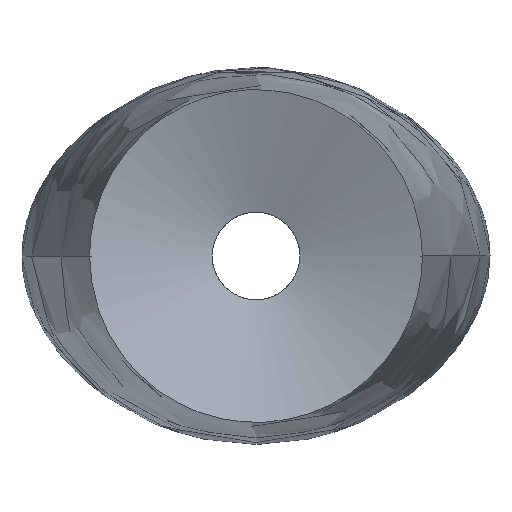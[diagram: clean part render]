
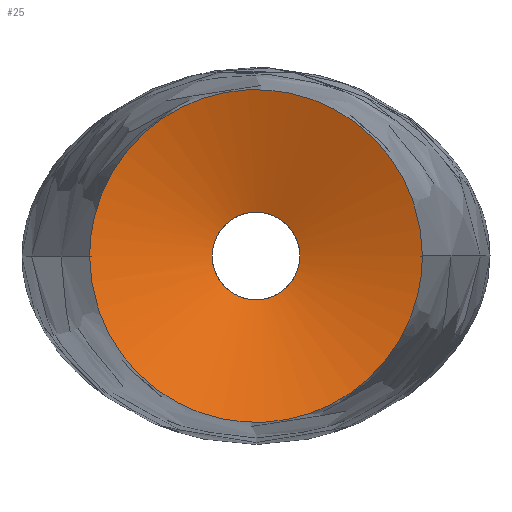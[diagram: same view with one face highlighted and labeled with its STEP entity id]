
A CAD part, front view. The second image highlights one B-rep face of the part: STEP entity #25.
In plain terms, the highlighted free-form (B-spline) face has degree [2, 2] with [5, 9] control points.
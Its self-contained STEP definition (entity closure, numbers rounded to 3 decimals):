
#19=FACE_BOUND('',#89,.T.);
#25=ADVANCED_FACE('',(#56,#19),#522,.T.);
#56=FACE_OUTER_BOUND('',#88,.T.);
#88=EDGE_LOOP('',(#131,#132));
#89=EDGE_LOOP('',(#133,#134));
#131=ORIENTED_EDGE('',*,*,#284,.T.);
#132=ORIENTED_EDGE('',*,*,#289,.T.);
#133=ORIENTED_EDGE('',*,*,#285,.T.);
#134=ORIENTED_EDGE('',*,*,#292,.T.);
#284=EDGE_CURVE('',#445,#448,#418,.T.);
#285=EDGE_CURVE('',#446,#449,#419,.T.);
#289=EDGE_CURVE('',#448,#445,#422,.T.);
#292=EDGE_CURVE('',#449,#446,#425,.T.);
#418=(
BOUNDED_CURVE()
B_SPLINE_CURVE(2,(#767,#768,#769,#770,#771),.UNSPECIFIED.,.F.,.F.)
B_SPLINE_CURVE_WITH_KNOTS((3,2,3),(-81.681,-61.261,-40.841),
 .UNSPECIFIED.)
CURVE()
GEOMETRIC_REPRESENTATION_ITEM()
RATIONAL_B_SPLINE_CURVE((1.,0.707,1.,0.707,1.))
REPRESENTATION_ITEM('')
);
#419=(
BOUNDED_CURVE()
B_SPLINE_CURVE(2,(#772,#773,#774,#775,#776),.UNSPECIFIED.,.F.,.F.)
B_SPLINE_CURVE_WITH_KNOTS((3,2,3),(0.,4.712,9.425),
 .UNSPECIFIED.)
CURVE()
GEOMETRIC_REPRESENTATION_ITEM()
RATIONAL_B_SPLINE_CURVE((1.,0.707,1.,0.707,1.))
REPRESENTATION_ITEM('')
);
#422=(
BOUNDED_CURVE()
B_SPLINE_CURVE(2,(#787,#788,#789,#790,#791),.UNSPECIFIED.,.F.,.F.)
B_SPLINE_CURVE_WITH_KNOTS((3,2,3),(-40.841,-20.42,
0.),.UNSPECIFIED.)
CURVE()
GEOMETRIC_REPRESENTATION_ITEM()
RATIONAL_B_SPLINE_CURVE((1.,0.707,1.,0.707,1.))
REPRESENTATION_ITEM('')
);
#425=(
BOUNDED_CURVE()
B_SPLINE_CURVE(2,(#799,#800,#801,#802,#803),.UNSPECIFIED.,.F.,.F.)
B_SPLINE_CURVE_WITH_KNOTS((3,2,3),(9.425,14.137,18.85),
 .UNSPECIFIED.)
CURVE()
GEOMETRIC_REPRESENTATION_ITEM()
RATIONAL_B_SPLINE_CURVE((1.,0.707,1.,0.707,1.))
REPRESENTATION_ITEM('')
);
#445=VERTEX_POINT('',#748);
#446=VERTEX_POINT('',#749);
#448=VERTEX_POINT('',#751);
#449=VERTEX_POINT('',#752);
#522=(
BOUNDED_SURFACE()
B_SPLINE_SURFACE(2,2,((#685,#686,#687,#688,#689,#690,#691,#692,#693),(#694,
#695,#696,#697,#698,#699,#700,#701,#702),(#703,#704,#705,#706,#707,#708,
#709,#710,#711),(#712,#713,#714,#715,#716,#717,#718,#719,#720),(#721,#722,
#723,#724,#725,#726,#727,#728,#729)),.UNSPECIFIED.,.F.,.F.,.F.)
B_SPLINE_SURFACE_WITH_KNOTS((3,2,3),(3,2,2,2,3),(-35.343,0.,35.343),
(0.,35.343,70.686,106.029,141.372),
 .UNSPECIFIED.)
GEOMETRIC_REPRESENTATION_ITEM()
RATIONAL_B_SPLINE_SURFACE(((1.,0.707,1.,0.707,1.,
0.707,1.,0.707,1.),(0.707,0.5,0.707,
0.5,0.707,0.5,0.707,0.5,0.707),(1.,
0.707,1.,0.707,1.,0.707,1.,0.707,
1.),(0.707,0.5,0.707,0.5,0.707,0.5,
0.707,0.5,0.707),(1.,0.707,1.,0.707,
1.,0.707,1.,0.707,1.)))
REPRESENTATION_ITEM('')
SURFACE()
);
#685=CARTESIAN_POINT('',(0.,-53.,-22.5));
#686=CARTESIAN_POINT('',(0.,-53.,-22.5));
#687=CARTESIAN_POINT('',(0.,-53.,-22.5));
#688=CARTESIAN_POINT('',(0.,-53.,-22.5));
#689=CARTESIAN_POINT('',(0.,-53.,-22.5));
#690=CARTESIAN_POINT('',(0.,-53.,-22.5));
#691=CARTESIAN_POINT('',(0.,-53.,-22.5));
#692=CARTESIAN_POINT('',(0.,-53.,-22.5));
#693=CARTESIAN_POINT('',(0.,-53.,-22.5));
#694=CARTESIAN_POINT('',(22.5,-53.,-22.5));
#695=CARTESIAN_POINT('',(22.5,-30.5,-22.5));
#696=CARTESIAN_POINT('',(0.,-30.5,-22.5));
#697=CARTESIAN_POINT('',(-22.5,-30.5,-22.5));
#698=CARTESIAN_POINT('',(-22.5,-53.,-22.5));
#699=CARTESIAN_POINT('',(-22.5,-75.5,-22.5));
#700=CARTESIAN_POINT('',(0.,-75.5,-22.5));
#701=CARTESIAN_POINT('',(22.5,-75.5,-22.5));
#702=CARTESIAN_POINT('',(22.5,-53.,-22.5));
#703=CARTESIAN_POINT('',(22.5,-53.,0.));
#704=CARTESIAN_POINT('',(22.5,-30.5,0.));
#705=CARTESIAN_POINT('',(0.,-30.5,0.));
#706=CARTESIAN_POINT('',(-22.5,-30.5,0.));
#707=CARTESIAN_POINT('',(-22.5,-53.,0.));
#708=CARTESIAN_POINT('',(-22.5,-75.5,0.));
#709=CARTESIAN_POINT('',(0.,-75.5,0.));
#710=CARTESIAN_POINT('',(22.5,-75.5,0.));
#711=CARTESIAN_POINT('',(22.5,-53.,0.));
#712=CARTESIAN_POINT('',(22.5,-53.,22.5));
#713=CARTESIAN_POINT('',(22.5,-30.5,22.5));
#714=CARTESIAN_POINT('',(0.,-30.5,22.5));
#715=CARTESIAN_POINT('',(-22.5,-30.5,22.5));
#716=CARTESIAN_POINT('',(-22.5,-53.,22.5));
#717=CARTESIAN_POINT('',(-22.5,-75.5,22.5));
#718=CARTESIAN_POINT('',(0.,-75.5,22.5));
#719=CARTESIAN_POINT('',(22.5,-75.5,22.5));
#720=CARTESIAN_POINT('',(22.5,-53.,22.5));
#721=CARTESIAN_POINT('',(0.,-53.,22.5));
#722=CARTESIAN_POINT('',(0.,-53.,22.5));
#723=CARTESIAN_POINT('',(0.,-53.,22.5));
#724=CARTESIAN_POINT('',(0.,-53.,22.5));
#725=CARTESIAN_POINT('',(0.,-53.,22.5));
#726=CARTESIAN_POINT('',(0.,-53.,22.5));
#727=CARTESIAN_POINT('',(0.,-53.,22.5));
#728=CARTESIAN_POINT('',(0.,-53.,22.5));
#729=CARTESIAN_POINT('',(0.,-53.,22.5));
#748=CARTESIAN_POINT('',(-11.377,-33.588,0.));
#749=CARTESIAN_POINT('',(3.,-30.701,0.));
#751=CARTESIAN_POINT('',(11.377,-33.588,0.));
#752=CARTESIAN_POINT('',(-3.,-30.701,0.));
#767=CARTESIAN_POINT('',(-11.377,-33.588,0.));
#768=CARTESIAN_POINT('',(-11.377,-33.588,-11.377));
#769=CARTESIAN_POINT('',(0.,-33.588,-11.377));
#770=CARTESIAN_POINT('',(11.377,-33.588,-11.377));
#771=CARTESIAN_POINT('',(11.377,-33.588,0.));
#772=CARTESIAN_POINT('',(3.,-30.701,0.));
#773=CARTESIAN_POINT('',(3.,-30.701,-3.));
#774=CARTESIAN_POINT('',(0.,-30.701,-3.));
#775=CARTESIAN_POINT('',(-3.,-30.701,-3.));
#776=CARTESIAN_POINT('',(-3.,-30.701,0.));
#787=CARTESIAN_POINT('',(11.377,-33.588,0.));
#788=CARTESIAN_POINT('',(11.377,-33.588,11.377));
#789=CARTESIAN_POINT('',(0.,-33.588,11.377));
#790=CARTESIAN_POINT('',(-11.377,-33.588,11.377));
#791=CARTESIAN_POINT('',(-11.377,-33.588,0.));
#799=CARTESIAN_POINT('',(-3.,-30.701,0.));
#800=CARTESIAN_POINT('',(-3.,-30.701,3.));
#801=CARTESIAN_POINT('',(0.,-30.701,3.));
#802=CARTESIAN_POINT('',(3.,-30.701,3.));
#803=CARTESIAN_POINT('',(3.,-30.701,0.));
